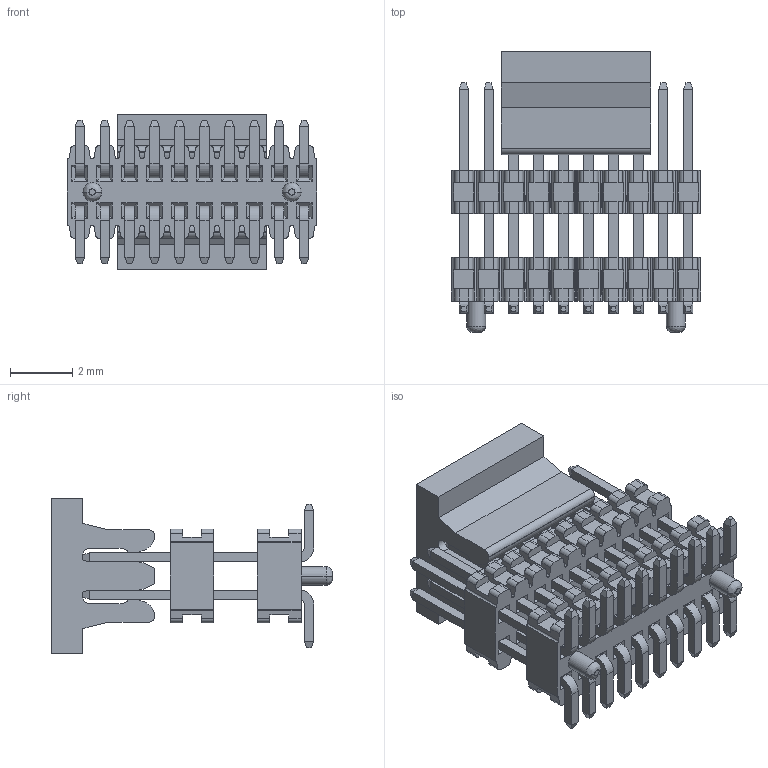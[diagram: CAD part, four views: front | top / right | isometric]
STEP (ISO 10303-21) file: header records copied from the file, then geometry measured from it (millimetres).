
FILE_DESCRIPTION( ('This file contains a STEP AP42 implementation' ,'as created by ZW3D STEP Interface translator.') ,'2;1' );
FILE_NAME( '1614-2210XXM088XX01(衄翐).stp' ,'23 313. 92320', (''), ('ZWCAD Software Co.'), 'Version 1.0', 'ZW3D to STEP translator', '' );
FILE_SCHEMA(('AUTOMOTIVE_DESIGN { 1 0 10303 214 1 1 1 1 }'));
Length unit declared in the file: millimetre
Products named in the file (2): 0; 1614-2210XXM088XX01(衄翐)
Bounding box: 8 x 9 x 5 mm (x, y, z)
Volume: 118.1 mm3; surface area: 593.8 mm2
Topology: 23 solids, 23 shells, 1288 faces, 3324 edges, 2084 vertices
Faces by surface type: plane 988, cylinder 296, bspline 4
Entity records: 40142 total; most frequent: CARTESIAN_POINT 6841, ORIENTED_EDGE 6684, DIRECTION 6512, EDGE_CURVE 3342, VECTOR 2742, LINE 2742, VERTEX_POINT 2102, AXIS2_PLACEMENT_3D 1885
